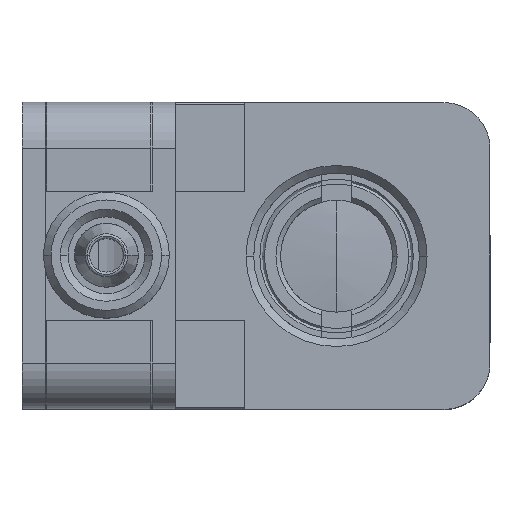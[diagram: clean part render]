
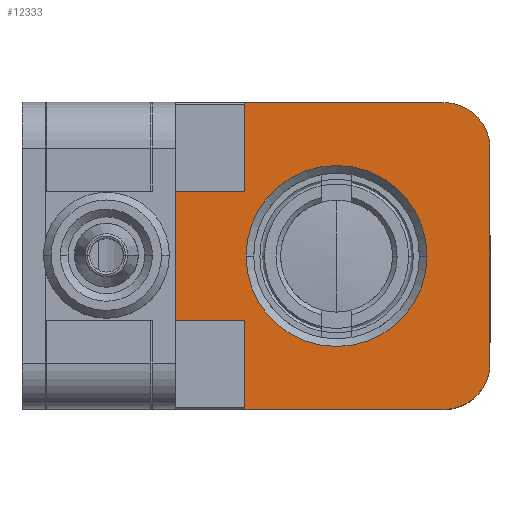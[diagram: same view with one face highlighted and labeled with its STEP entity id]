
A CAD part, top view. The second image highlights one B-rep face of the part: STEP entity #12333.
In plain terms, the highlighted planar face has unit normal (0, 0, 1).
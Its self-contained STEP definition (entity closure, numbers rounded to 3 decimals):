
#8237 = DIRECTION ( 'NONE',  ( -1., 0., 0. ) ) ;
#8551 = CARTESIAN_POINT ( 'NONE',  ( 5.9, 0., -1.5 ) ) ;
#8552 = DIRECTION ( 'NONE',  ( -1., 0., 0. ) ) ;
#8553 = DIRECTION ( 'NONE',  ( 0., 0., -1. ) ) ;
#8554 = CARTESIAN_POINT ( 'NONE',  ( 0., 0., -1.5 ) ) ;
#8555 = AXIS2_PLACEMENT_3D ( 'NONE', #8554, #8553, #8552 ) ;
#8556 = CIRCLE ( 'NONE', #8555, 5.9 ) ;
#8557 = CARTESIAN_POINT ( 'NONE',  ( -5.9, 0., -1.5 ) ) ;
#8724 = CARTESIAN_POINT ( 'NONE',  ( -6., 10., -1.5 ) ) ;
#8800 = DIRECTION ( 'NONE',  ( 1., 0., 0. ) ) ;
#8801 = VECTOR ( 'NONE', #8800, 1000. ) ;
#8802 = CARTESIAN_POINT ( 'NONE',  ( -10.5, -10., -1.5 ) ) ;
#8803 = LINE ( 'NONE', #8802, #8801 ) ;
#8860 = CARTESIAN_POINT ( 'NONE',  ( -10.5, 10., -1.5 ) ) ;
#8861 = AXIS2_PLACEMENT_3D ( 'NONE', #8860, #9109, #8237 ) ;
#8909 = CARTESIAN_POINT ( 'NONE',  ( 7., -10., -1.5 ) ) ;
#8910 = CARTESIAN_POINT ( 'NONE',  ( -6., -10., -1.5 ) ) ;
#8932 = CARTESIAN_POINT ( 'NONE',  ( 7., 10., -1.5 ) ) ;
#8933 = DIRECTION ( 'NONE',  ( 1., 0., 0. ) ) ;
#8934 = VECTOR ( 'NONE', #8933, 1000. ) ;
#8935 = CARTESIAN_POINT ( 'NONE',  ( -10.5, 10., -1.5 ) ) ;
#8936 = LINE ( 'NONE', #8935, #8934 ) ;
#9109 = DIRECTION ( 'NONE',  ( 0., 0., -1. ) ) ;
#9359 = PLANE ( 'NONE',  #8861 ) ;
#9360 = FACE_OUTER_BOUND ( 'NONE', #12338, .T. ) ;
#9361 = FACE_BOUND ( 'NONE', #12334, .T. ) ;
#9362 = CARTESIAN_POINT ( 'NONE',  ( -10.5, 4.2, -1.5 ) ) ;
#9363 = DIRECTION ( 'NONE',  ( 1., 0., 0. ) ) ;
#9364 = VECTOR ( 'NONE', #9363, 1000. ) ;
#9365 = CARTESIAN_POINT ( 'NONE',  ( -12., 4.2, -1.5 ) ) ;
#9366 = LINE ( 'NONE', #9365, #9364 ) ;
#9367 = CARTESIAN_POINT ( 'NONE',  ( -6., 4.2, -1.5 ) ) ;
#9368 = DIRECTION ( 'NONE',  ( 0., 1., 0. ) ) ;
#9369 = VECTOR ( 'NONE', #9368, 1000. ) ;
#9370 = CARTESIAN_POINT ( 'NONE',  ( -6., 10., -1.5 ) ) ;
#9371 = LINE ( 'NONE', #9370, #9369 ) ;
#9372 = DIRECTION ( 'NONE',  ( -1., 0., 0. ) ) ;
#9373 = DIRECTION ( 'NONE',  ( 0., 0., 1. ) ) ;
#9374 = CARTESIAN_POINT ( 'NONE',  ( 7., 7., -1.5 ) ) ;
#9375 = AXIS2_PLACEMENT_3D ( 'NONE', #9374, #9373, #9372 ) ;
#9376 = CIRCLE ( 'NONE', #9375, 3. ) ;
#9377 = CARTESIAN_POINT ( 'NONE',  ( 10., 7., -1.5 ) ) ;
#9378 = DIRECTION ( 'NONE',  ( 0., -1., 0. ) ) ;
#9379 = VECTOR ( 'NONE', #9378, 1000. ) ;
#9380 = CARTESIAN_POINT ( 'NONE',  ( 10., 10., -1.5 ) ) ;
#9381 = LINE ( 'NONE', #9380, #9379 ) ;
#9382 = DIRECTION ( 'NONE',  ( -1., 0., 0. ) ) ;
#9383 = DIRECTION ( 'NONE',  ( 0., 0., 1. ) ) ;
#9384 = CARTESIAN_POINT ( 'NONE',  ( 7., -7., -1.5 ) ) ;
#9385 = AXIS2_PLACEMENT_3D ( 'NONE', #9384, #9383, #9382 ) ;
#9386 = CIRCLE ( 'NONE', #9385, 3. ) ;
#9406 = CARTESIAN_POINT ( 'NONE',  ( 10., -7., -1.5 ) ) ;
#9407 = DIRECTION ( 'NONE',  ( 0., 1., 0. ) ) ;
#9408 = VECTOR ( 'NONE', #9407, 1000. ) ;
#9409 = CARTESIAN_POINT ( 'NONE',  ( -6., -4.2, -1.5 ) ) ;
#9410 = LINE ( 'NONE', #9409, #9408 ) ;
#9411 = CARTESIAN_POINT ( 'NONE',  ( -10.5, -4.2, -1.5 ) ) ;
#9412 = CARTESIAN_POINT ( 'NONE',  ( -6., -4.2, -1.5 ) ) ;
#9413 = DIRECTION ( 'NONE',  ( -1., 0., 0. ) ) ;
#9414 = VECTOR ( 'NONE', #9413, 1000. ) ;
#9415 = CARTESIAN_POINT ( 'NONE',  ( -6., -4.2, -1.5 ) ) ;
#9416 = LINE ( 'NONE', #9415, #9414 ) ;
#9417 = DIRECTION ( 'NONE',  ( -1., 0., 0. ) ) ;
#9418 = DIRECTION ( 'NONE',  ( 0., 0., -1. ) ) ;
#9419 = CARTESIAN_POINT ( 'NONE',  ( 0., 0., -1.5 ) ) ;
#9420 = AXIS2_PLACEMENT_3D ( 'NONE', #9419, #9418, #9417 ) ;
#9421 = CIRCLE ( 'NONE', #9420, 5.9 ) ;
#9481 = DIRECTION ( 'NONE',  ( 0., -1., 0. ) ) ;
#9482 = VECTOR ( 'NONE', #9481, 1000. ) ;
#9483 = CARTESIAN_POINT ( 'NONE',  ( -10.5, 10., -1.5 ) ) ;
#9484 = LINE ( 'NONE', #9483, #9482 ) ;
#11926 = VERTEX_POINT ( 'NONE', #8557 ) ;
#11928 = EDGE_CURVE ( 'NONE', #11929, #11926, #8556, .T. ) ;
#11929 = VERTEX_POINT ( 'NONE', #8551 ) ;
#12026 = VERTEX_POINT ( 'NONE', #8724 ) ;
#12040 = EDGE_CURVE ( 'NONE', #12094, #12095, #8803, .T. ) ;
#12081 = EDGE_CURVE ( 'NONE', #12026, #12082, #8936, .T. ) ;
#12082 = VERTEX_POINT ( 'NONE', #8932 ) ;
#12094 = VERTEX_POINT ( 'NONE', #8910 ) ;
#12095 = VERTEX_POINT ( 'NONE', #8909 ) ;
#12319 = ORIENTED_EDGE ( 'NONE', *, *, #12320, .T. ) ;
#12320 = EDGE_CURVE ( 'NONE', #12095, #12346, #9386, .T. ) ;
#12321 = ORIENTED_EDGE ( 'NONE', *, *, #12322, .F. ) ;
#12322 = EDGE_CURVE ( 'NONE', #12323, #12346, #9381, .T. ) ;
#12323 = VERTEX_POINT ( 'NONE', #9377 ) ;
#12324 = ORIENTED_EDGE ( 'NONE', *, *, #12325, .T. ) ;
#12325 = EDGE_CURVE ( 'NONE', #12323, #12082, #9376, .T. ) ;
#12326 = ORIENTED_EDGE ( 'NONE', *, *, #12081, .F. ) ;
#12327 = ORIENTED_EDGE ( 'NONE', *, *, #12328, .F. ) ;
#12328 = EDGE_CURVE ( 'NONE', #12329, #12026, #9371, .T. ) ;
#12329 = VERTEX_POINT ( 'NONE', #9367 ) ;
#12330 = ORIENTED_EDGE ( 'NONE', *, *, #12331, .F. ) ;
#12331 = EDGE_CURVE ( 'NONE', #12332, #12329, #9366, .T. ) ;
#12332 = VERTEX_POINT ( 'NONE', #9362 ) ;
#12333 = ADVANCED_FACE ( 'NONE', ( #9361, #9360 ), #9359, .F. ) ;
#12334 = EDGE_LOOP ( 'NONE', ( #12335, #12336 ) ) ;
#12335 = ORIENTED_EDGE ( 'NONE', *, *, #11928, .T. ) ;
#12336 = ORIENTED_EDGE ( 'NONE', *, *, #12337, .T. ) ;
#12337 = EDGE_CURVE ( 'NONE', #11926, #11929, #9421, .T. ) ;
#12338 = EDGE_LOOP ( 'NONE', ( #12339, #12343, #12345, #12319, #12321, #12324, #12326, #12327, #12330, #12389 ) ) ;
#12339 = ORIENTED_EDGE ( 'NONE', *, *, #12340, .F. ) ;
#12340 = EDGE_CURVE ( 'NONE', #12341, #12342, #9416, .T. ) ;
#12341 = VERTEX_POINT ( 'NONE', #9412 ) ;
#12342 = VERTEX_POINT ( 'NONE', #9411 ) ;
#12343 = ORIENTED_EDGE ( 'NONE', *, *, #12344, .F. ) ;
#12344 = EDGE_CURVE ( 'NONE', #12094, #12341, #9410, .T. ) ;
#12345 = ORIENTED_EDGE ( 'NONE', *, *, #12040, .T. ) ;
#12346 = VERTEX_POINT ( 'NONE', #9406 ) ;
#12389 = ORIENTED_EDGE ( 'NONE', *, *, #12390, .T. ) ;
#12390 = EDGE_CURVE ( 'NONE', #12332, #12342, #9484, .T. ) ;
